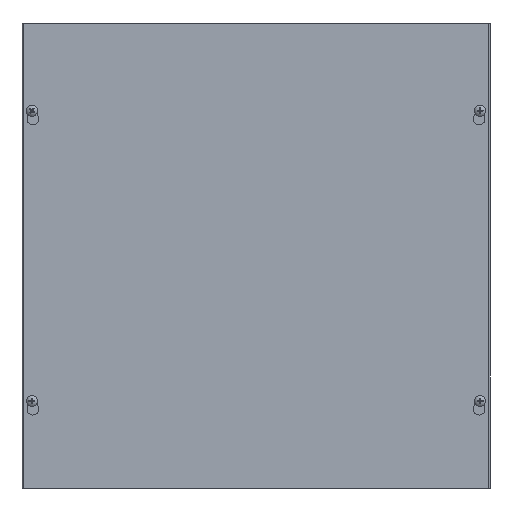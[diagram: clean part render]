
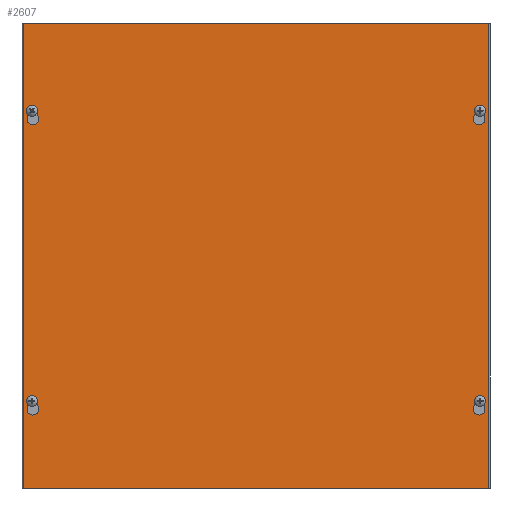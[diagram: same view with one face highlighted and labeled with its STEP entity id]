
A CAD part, top view. The second image highlights one B-rep face of the part: STEP entity #2607.
In plain terms, the highlighted planar face has unit normal (0, 0, 1).
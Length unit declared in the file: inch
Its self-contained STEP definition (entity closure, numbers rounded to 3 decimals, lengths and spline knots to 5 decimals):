
#288=LINE('',#4205,#492);
#292=LINE('',#4217,#496);
#296=LINE('',#4229,#500);
#300=LINE('',#4241,#504);
#304=LINE('',#4253,#508);
#308=LINE('',#4265,#512);
#312=LINE('',#4277,#516);
#316=LINE('',#4289,#520);
#318=LINE('',#4297,#522);
#322=LINE('',#4305,#526);
#325=LINE('',#4311,#529);
#328=LINE('',#4316,#532);
#492=VECTOR('',#3352,0.26996);
#496=VECTOR('',#3364,0.26996);
#500=VECTOR('',#3376,0.26996);
#504=VECTOR('',#3388,0.26996);
#508=VECTOR('',#3400,0.26996);
#512=VECTOR('',#3412,0.26996);
#516=VECTOR('',#3424,0.26996);
#520=VECTOR('',#3436,0.26996);
#522=VECTOR('',#3446,16.);
#526=VECTOR('',#3452,16.);
#529=VECTOR('',#3457,16.);
#532=VECTOR('',#3462,16.);
#630=PLANE('',#2831);
#682=FACE_BOUND('',#1011,.T.);
#683=FACE_BOUND('',#1012,.T.);
#684=FACE_BOUND('',#1013,.T.);
#685=FACE_BOUND('',#1014,.T.);
#816=FACE_OUTER_BOUND('',#1010,.T.);
#1010=EDGE_LOOP('',(#2194,#2195,#2196,#2197));
#1011=EDGE_LOOP('',(#2198,#2199,#2200,#2201));
#1012=EDGE_LOOP('',(#2202,#2203,#2204,#2205));
#1013=EDGE_LOOP('',(#2206,#2207,#2208,#2209));
#1014=EDGE_LOOP('',(#2210,#2211,#2212,#2213));
#1101=CIRCLE('',#2797,0.203);
#1103=CIRCLE('',#2801,0.125);
#1105=CIRCLE('',#2805,0.203);
#1107=CIRCLE('',#2809,0.125);
#1109=CIRCLE('',#2813,0.203);
#1111=CIRCLE('',#2817,0.125);
#1113=CIRCLE('',#2821,0.203);
#1115=CIRCLE('',#2825,0.125);
#1268=VERTEX_POINT('',#4202);
#1269=VERTEX_POINT('',#4204);
#1271=VERTEX_POINT('',#4210);
#1273=VERTEX_POINT('',#4216);
#1276=VERTEX_POINT('',#4226);
#1277=VERTEX_POINT('',#4228);
#1279=VERTEX_POINT('',#4234);
#1281=VERTEX_POINT('',#4240);
#1284=VERTEX_POINT('',#4250);
#1285=VERTEX_POINT('',#4252);
#1287=VERTEX_POINT('',#4258);
#1289=VERTEX_POINT('',#4264);
#1292=VERTEX_POINT('',#4274);
#1293=VERTEX_POINT('',#4276);
#1295=VERTEX_POINT('',#4282);
#1297=VERTEX_POINT('',#4288);
#1298=VERTEX_POINT('',#4295);
#1299=VERTEX_POINT('',#4296);
#1302=VERTEX_POINT('',#4304);
#1304=VERTEX_POINT('',#4310);
#1559=EDGE_CURVE('',#1269,#1268,#288,.T.);
#1562=EDGE_CURVE('',#1271,#1269,#1101,.T.);
#1565=EDGE_CURVE('',#1273,#1271,#292,.T.);
#1568=EDGE_CURVE('',#1268,#1273,#1103,.T.);
#1571=EDGE_CURVE('',#1277,#1276,#296,.T.);
#1574=EDGE_CURVE('',#1279,#1277,#1105,.T.);
#1577=EDGE_CURVE('',#1281,#1279,#300,.T.);
#1580=EDGE_CURVE('',#1276,#1281,#1107,.T.);
#1583=EDGE_CURVE('',#1285,#1284,#304,.T.);
#1586=EDGE_CURVE('',#1287,#1285,#1109,.T.);
#1589=EDGE_CURVE('',#1289,#1287,#308,.T.);
#1592=EDGE_CURVE('',#1284,#1289,#1111,.T.);
#1595=EDGE_CURVE('',#1293,#1292,#312,.T.);
#1598=EDGE_CURVE('',#1295,#1293,#1113,.T.);
#1601=EDGE_CURVE('',#1297,#1295,#316,.T.);
#1604=EDGE_CURVE('',#1292,#1297,#1115,.T.);
#1605=EDGE_CURVE('',#1298,#1299,#318,.T.);
#1609=EDGE_CURVE('',#1299,#1302,#322,.T.);
#1612=EDGE_CURVE('',#1302,#1304,#325,.T.);
#1615=EDGE_CURVE('',#1304,#1298,#328,.T.);
#2194=ORIENTED_EDGE('',*,*,#1605,.F.);
#2195=ORIENTED_EDGE('',*,*,#1615,.F.);
#2196=ORIENTED_EDGE('',*,*,#1612,.F.);
#2197=ORIENTED_EDGE('',*,*,#1609,.F.);
#2198=ORIENTED_EDGE('',*,*,#1559,.T.);
#2199=ORIENTED_EDGE('',*,*,#1568,.T.);
#2200=ORIENTED_EDGE('',*,*,#1565,.T.);
#2201=ORIENTED_EDGE('',*,*,#1562,.T.);
#2202=ORIENTED_EDGE('',*,*,#1571,.T.);
#2203=ORIENTED_EDGE('',*,*,#1580,.T.);
#2204=ORIENTED_EDGE('',*,*,#1577,.T.);
#2205=ORIENTED_EDGE('',*,*,#1574,.T.);
#2206=ORIENTED_EDGE('',*,*,#1583,.T.);
#2207=ORIENTED_EDGE('',*,*,#1592,.T.);
#2208=ORIENTED_EDGE('',*,*,#1589,.T.);
#2209=ORIENTED_EDGE('',*,*,#1586,.T.);
#2210=ORIENTED_EDGE('',*,*,#1595,.T.);
#2211=ORIENTED_EDGE('',*,*,#1604,.T.);
#2212=ORIENTED_EDGE('',*,*,#1601,.T.);
#2213=ORIENTED_EDGE('',*,*,#1598,.T.);
#2607=ADVANCED_FACE('',(#816,#682,#683,#684,#685),#630,.T.);
#2797=AXIS2_PLACEMENT_3D('',#4211,#3358,#3359);
#2801=AXIS2_PLACEMENT_3D('',#4221,#3370,#3371);
#2805=AXIS2_PLACEMENT_3D('',#4235,#3382,#3383);
#2809=AXIS2_PLACEMENT_3D('',#4245,#3394,#3395);
#2813=AXIS2_PLACEMENT_3D('',#4259,#3406,#3407);
#2817=AXIS2_PLACEMENT_3D('',#4269,#3418,#3419);
#2821=AXIS2_PLACEMENT_3D('',#4283,#3430,#3431);
#2825=AXIS2_PLACEMENT_3D('',#4293,#3442,#3443);
#2831=AXIS2_PLACEMENT_3D('',#4319,#3466,#3467);
#3352=DIRECTION('',(0.278,0.961,0.));
#3358=DIRECTION('center_axis',(0.,0.,-1.));
#3359=DIRECTION('ref_axis',(-0.961,0.278,0.));
#3364=DIRECTION('',(0.278,-0.961,0.));
#3370=DIRECTION('center_axis',(0.,0.,-1.));
#3371=DIRECTION('ref_axis',(0.961,0.278,0.));
#3376=DIRECTION('',(0.278,0.961,0.));
#3382=DIRECTION('center_axis',(0.,0.,-1.));
#3383=DIRECTION('ref_axis',(-0.961,0.278,0.));
#3388=DIRECTION('',(0.278,-0.961,0.));
#3394=DIRECTION('center_axis',(0.,0.,-1.));
#3395=DIRECTION('ref_axis',(0.961,0.278,0.));
#3400=DIRECTION('',(0.278,0.961,0.));
#3406=DIRECTION('center_axis',(0.,0.,-1.));
#3407=DIRECTION('ref_axis',(-0.961,0.278,0.));
#3412=DIRECTION('',(0.278,-0.961,0.));
#3418=DIRECTION('center_axis',(0.,0.,-1.));
#3419=DIRECTION('ref_axis',(0.961,0.278,0.));
#3424=DIRECTION('',(0.278,0.961,0.));
#3430=DIRECTION('center_axis',(0.,0.,-1.));
#3431=DIRECTION('ref_axis',(-0.961,0.278,0.));
#3436=DIRECTION('',(0.278,-0.961,0.));
#3442=DIRECTION('center_axis',(0.,0.,-1.));
#3443=DIRECTION('ref_axis',(0.961,0.278,0.));
#3446=DIRECTION('',(0.,1.,0.));
#3452=DIRECTION('',(1.,0.,0.));
#3457=DIRECTION('',(0.,-1.,0.));
#3462=DIRECTION('',(-1.,0.,0.));
#3466=DIRECTION('center_axis',(0.,0.,1.));
#3467=DIRECTION('ref_axis',(1.,0.,0.));
#4202=CARTESIAN_POINT('',(15.56741,3.0347,0.0625));
#4204=CARTESIAN_POINT('',(15.49248,2.77535,0.0625));
#4205=CARTESIAN_POINT('',(15.93793,4.31705,0.0625));
#4210=CARTESIAN_POINT('',(15.88252,2.77535,0.0625));
#4211=CARTESIAN_POINT('Origin',(15.6875,2.719,0.0625));
#4216=CARTESIAN_POINT('',(15.80759,3.0347,0.0625));
#4217=CARTESIAN_POINT('',(14.88221,6.23742,0.0625));
#4221=CARTESIAN_POINT('Origin',(15.6875,3.,0.0625));
#4226=CARTESIAN_POINT('',(0.19241,3.0347,0.0625));
#4228=CARTESIAN_POINT('',(0.11748,2.77535,0.0625));
#4229=CARTESIAN_POINT('',(1.15526,6.36709,0.0625));
#4234=CARTESIAN_POINT('',(0.50752,2.77535,0.0625));
#4235=CARTESIAN_POINT('Origin',(0.3125,2.719,0.0625));
#4240=CARTESIAN_POINT('',(0.43259,3.0347,0.0625));
#4241=CARTESIAN_POINT('',(0.09954,4.18738,0.0625));
#4245=CARTESIAN_POINT('Origin',(0.3125,3.,0.0625));
#4250=CARTESIAN_POINT('',(15.56741,13.0347,0.0625));
#4252=CARTESIAN_POINT('',(15.49248,12.77535,0.0625));
#4253=CARTESIAN_POINT('',(14.60457,9.7023,0.0625));
#4258=CARTESIAN_POINT('',(15.88252,12.77535,0.0625));
#4259=CARTESIAN_POINT('Origin',(15.6875,12.719,0.0625));
#4264=CARTESIAN_POINT('',(15.80759,13.0347,0.0625));
#4265=CARTESIAN_POINT('',(16.21557,11.62267,0.0625));
#4269=CARTESIAN_POINT('Origin',(15.6875,13.,0.0625));
#4274=CARTESIAN_POINT('',(0.19241,13.0347,0.0625));
#4276=CARTESIAN_POINT('',(0.11748,12.77535,0.0625));
#4277=CARTESIAN_POINT('',(-0.1781,11.75234,0.0625));
#4282=CARTESIAN_POINT('',(0.50752,12.77535,0.0625));
#4283=CARTESIAN_POINT('Origin',(0.3125,12.719,0.0625));
#4288=CARTESIAN_POINT('',(0.43259,13.0347,0.0625));
#4289=CARTESIAN_POINT('',(1.4329,9.57263,0.0625));
#4293=CARTESIAN_POINT('Origin',(0.3125,13.,0.0625));
#4295=CARTESIAN_POINT('',(0.,0.,0.0625));
#4296=CARTESIAN_POINT('',(0.,16.,0.0625));
#4297=CARTESIAN_POINT('',(0.,16.,0.0625));
#4304=CARTESIAN_POINT('',(16.,16.,0.0625));
#4305=CARTESIAN_POINT('',(16.,16.,0.0625));
#4310=CARTESIAN_POINT('',(16.,0.,0.0625));
#4311=CARTESIAN_POINT('',(16.,0.,0.0625));
#4316=CARTESIAN_POINT('',(0.,0.,0.0625));
#4319=CARTESIAN_POINT('Origin',(8.,8.,0.0625));
